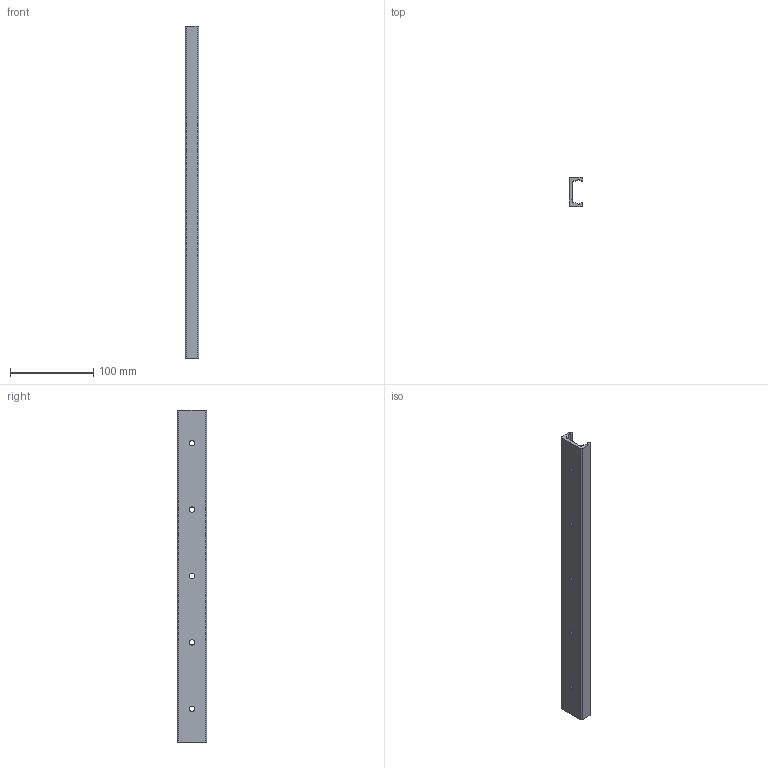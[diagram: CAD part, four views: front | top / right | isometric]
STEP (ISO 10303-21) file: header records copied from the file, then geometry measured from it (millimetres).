
FILE_DESCRIPTION(/* description */ ('Alibre Inc.'),/* implementation_level */ '2;1');
FILE_NAME(/* name */ 'export0',/* time_stamp */ '2010-12-08T16:48:56+01:00',/* author */ (''),/* organization */ (''),/* preprocessor_version */ 'ST-DEVELOPER v10',/* originating_system */ 'Alibre',/* authorisation */ '');
FILE_SCHEMA (('AUTOMOTIVE_DESIGN'));
Length unit declared in the file: millimetre
Bounding box: 16.5 x 35 x 400 mm (x, y, z)
Volume: 87039.8 mm3; surface area: 50703 mm2
Topology: 1 solids, 1 shells, 38 faces, 108 edges, 72 vertices
Faces by surface type: cylinder 18, plane 15, cone 5
Full cylindrical faces by diameter (mm): 6.6 x5
Entity records: 1178 total; most frequent: CARTESIAN_POINT 198, DIRECTION 195, ORIENTED_EDGE 186, EDGE_CURVE 93, AXIS2_PLACEMENT_3D 79, VERTEX_POINT 67, EDGE_LOOP 58, FACE_BOUND 58
